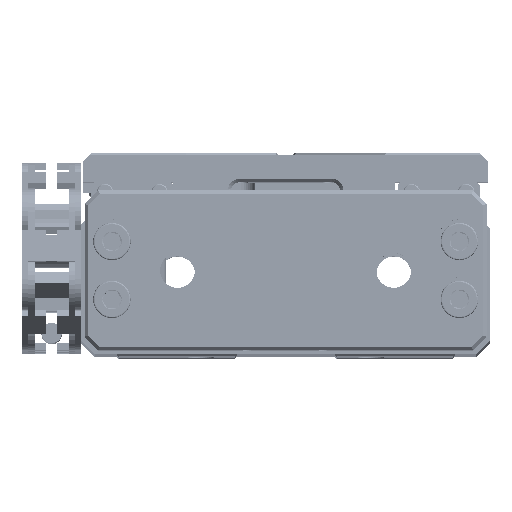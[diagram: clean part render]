
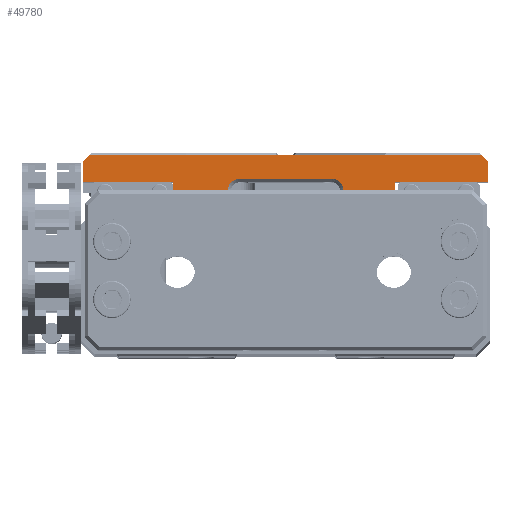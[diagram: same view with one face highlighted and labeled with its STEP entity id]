
A CAD part, top view. The second image highlights one B-rep face of the part: STEP entity #49780.
In plain terms, the highlighted planar face has unit normal (0, 0, 1).
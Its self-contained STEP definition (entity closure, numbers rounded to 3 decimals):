
#623 = ORIENTED_EDGE ( 'NONE', *, *, #6444, .T. ) ;
#746 = CARTESIAN_POINT ( 'NONE',  ( 13.25, 1., 65. ) ) ;
#982 = EDGE_CURVE ( 'NONE', #18037, #42219, #12639, .T. ) ;
#1750 = EDGE_CURVE ( 'NONE', #2370, #37808, #15527, .T. ) ;
#1886 = CARTESIAN_POINT ( 'NONE',  ( 45.75, 6., 65. ) ) ;
#2069 = ORIENTED_EDGE ( 'NONE', *, *, #38800, .F. ) ;
#2292 = VERTEX_POINT ( 'NONE', #6573 ) ;
#2370 = VERTEX_POINT ( 'NONE', #29489 ) ;
#2622 = LINE ( 'NONE', #19085, #37053 ) ;
#2769 = DIRECTION ( 'NONE',  ( 1., 0., 0. ) ) ;
#3549 = CARTESIAN_POINT ( 'NONE',  ( 59.5, 9., 65. ) ) ;
#3886 = DIRECTION ( 'NONE',  ( -1., 0., 0. ) ) ;
#4336 = CARTESIAN_POINT ( 'NONE',  ( 36.5, 3., 65. ) ) ;
#4353 = VERTEX_POINT ( 'NONE', #10705 ) ;
#4490 = ORIENTED_EDGE ( 'NONE', *, *, #43061, .F. ) ;
#4573 = VECTOR ( 'NONE', #39518, 1000. ) ;
#4865 = AXIS2_PLACEMENT_3D ( 'NONE', #39166, #31555, #6143 ) ;
#5384 = ORIENTED_EDGE ( 'NONE', *, *, #982, .F. ) ;
#6143 = DIRECTION ( 'NONE',  ( -1., 0., 0. ) ) ;
#6444 = EDGE_CURVE ( 'NONE', #34199, #23660, #33590, .T. ) ;
#6573 = CARTESIAN_POINT ( 'NONE',  ( 0., 9., 65. ) ) ;
#6908 = VECTOR ( 'NONE', #21868, 1000. ) ;
#7338 = ORIENTED_EDGE ( 'NONE', *, *, #28848, .T. ) ;
#8280 = DIRECTION ( 'NONE',  ( -1., 0., 0. ) ) ;
#8428 = EDGE_CURVE ( 'NONE', #53208, #4353, #42649, .T. ) ;
#8752 = CARTESIAN_POINT ( 'NONE',  ( 19.95, 0.5, 65. ) ) ;
#9605 = CARTESIAN_POINT ( 'NONE',  ( 0., 6., 65. ) ) ;
#9660 = CARTESIAN_POINT ( 'NONE',  ( 58.5, 10., 65. ) ) ;
#10653 = ORIENTED_EDGE ( 'NONE', *, *, #17474, .T. ) ;
#10705 = CARTESIAN_POINT ( 'NONE',  ( 23., 3., 65. ) ) ;
#10950 = DIRECTION ( 'NONE',  ( -0.707, 0.707, 0. ) ) ;
#11380 = CIRCLE ( 'NONE', #15715, 1.75 ) ;
#11456 = VERTEX_POINT ( 'NONE', #44729 ) ;
#12089 = LINE ( 'NONE', #41322, #46683 ) ;
#12639 = LINE ( 'NONE', #21825, #18359 ) ;
#13060 = CARTESIAN_POINT ( 'NONE',  ( 19.95, 1., 65. ) ) ;
#14013 = CARTESIAN_POINT ( 'NONE',  ( 13.25, 0., 65. ) ) ;
#14137 = DIRECTION ( 'NONE',  ( -0.707, -0.707, 0. ) ) ;
#15527 = LINE ( 'NONE', #27673, #25062 ) ;
#15701 = CARTESIAN_POINT ( 'NONE',  ( 38.25, 4.75, 65. ) ) ;
#15715 = AXIS2_PLACEMENT_3D ( 'NONE', #28435, #44972, #3886 ) ;
#15876 = CARTESIAN_POINT ( 'NONE',  ( 36.5, 4.75, 65. ) ) ;
#16795 = VERTEX_POINT ( 'NONE', #36701 ) ;
#17474 = EDGE_CURVE ( 'NONE', #16795, #2292, #50933, .T. ) ;
#18037 = VERTEX_POINT ( 'NONE', #3549 ) ;
#18359 = VECTOR ( 'NONE', #26122, 1000. ) ;
#18365 = EDGE_CURVE ( 'NONE', #18037, #39277, #25622, .T. ) ;
#18941 = CARTESIAN_POINT ( 'NONE',  ( 45.75, 6., 65. ) ) ;
#19085 = CARTESIAN_POINT ( 'NONE',  ( 0., 10., 65. ) ) ;
#19893 = EDGE_LOOP ( 'NONE', ( #7338, #43673, #37549, #35040, #38657 ) ) ;
#20171 = VERTEX_POINT ( 'NONE', #27706 ) ;
#20501 = CIRCLE ( 'NONE', #27377, 1.75 ) ;
#20921 = VECTOR ( 'NONE', #38233, 1000. ) ;
#21595 = CARTESIAN_POINT ( 'NONE',  ( 59.5, 6., 65. ) ) ;
#21605 = LINE ( 'NONE', #1886, #6908 ) ;
#21825 = CARTESIAN_POINT ( 'NONE',  ( 59.5, 10., 65. ) ) ;
#21868 = DIRECTION ( 'NONE',  ( -1., 0., 0. ) ) ;
#22137 = LINE ( 'NONE', #14013, #35844 ) ;
#22510 = VECTOR ( 'NONE', #10950, 1000. ) ;
#23050 = VERTEX_POINT ( 'NONE', #31007 ) ;
#23138 = CARTESIAN_POINT ( 'NONE',  ( 58.5, 10., 65. ) ) ;
#23443 = EDGE_CURVE ( 'NONE', #39644, #11456, #26878, .T. ) ;
#23660 = VERTEX_POINT ( 'NONE', #13060 ) ;
#24583 = VERTEX_POINT ( 'NONE', #15701 ) ;
#25062 = VECTOR ( 'NONE', #36094, 1000. ) ;
#25622 = LINE ( 'NONE', #23138, #22510 ) ;
#25844 = DIRECTION ( 'NONE',  ( -1., 0., 0. ) ) ;
#25995 = EDGE_CURVE ( 'NONE', #4353, #23050, #11380, .T. ) ;
#26122 = DIRECTION ( 'NONE',  ( 0., -1., 0. ) ) ;
#26443 = ORIENTED_EDGE ( 'NONE', *, *, #34577, .T. ) ;
#26878 = LINE ( 'NONE', #9605, #38081 ) ;
#27377 = AXIS2_PLACEMENT_3D ( 'NONE', #15876, #45595, #8280 ) ;
#27673 = CARTESIAN_POINT ( 'NONE',  ( 45.75, 0.5, 65. ) ) ;
#27706 = CARTESIAN_POINT ( 'NONE',  ( 36.5, 6.5, 65. ) ) ;
#28435 = CARTESIAN_POINT ( 'NONE',  ( 23., 4.75, 65. ) ) ;
#28848 = EDGE_CURVE ( 'NONE', #20171, #24583, #52350, .T. ) ;
#28948 = DIRECTION ( 'NONE',  ( 1., 0., 0. ) ) ;
#29087 = DIRECTION ( 'NONE',  ( 0., 1., 0. ) ) ;
#29489 = CARTESIAN_POINT ( 'NONE',  ( 45.75, 0.5, 65. ) ) ;
#30041 = EDGE_CURVE ( 'NONE', #24583, #53208, #20501, .T. ) ;
#30956 = FACE_OUTER_BOUND ( 'NONE', #52223, .T. ) ;
#31007 = CARTESIAN_POINT ( 'NONE',  ( 23., 6.5, 65. ) ) ;
#31097 = LINE ( 'NONE', #43299, #4573 ) ;
#31555 = DIRECTION ( 'NONE',  ( 0., 0., -1. ) ) ;
#32559 = ORIENTED_EDGE ( 'NONE', *, *, #52225, .F. ) ;
#33059 = DIRECTION ( 'NONE',  ( 0., 0., -1. ) ) ;
#33590 = LINE ( 'NONE', #49558, #44509 ) ;
#33695 = ORIENTED_EDGE ( 'NONE', *, *, #18365, .T. ) ;
#33767 = ORIENTED_EDGE ( 'NONE', *, *, #46548, .F. ) ;
#34199 = VERTEX_POINT ( 'NONE', #746 ) ;
#34533 = CARTESIAN_POINT ( 'NONE',  ( 0., 3., 65. ) ) ;
#34577 = EDGE_CURVE ( 'NONE', #2292, #11456, #50648, .T. ) ;
#35040 = ORIENTED_EDGE ( 'NONE', *, *, #25995, .T. ) ;
#35596 = DIRECTION ( 'NONE',  ( 1., 0., 0. ) ) ;
#35844 = VECTOR ( 'NONE', #51078, 1000. ) ;
#36094 = DIRECTION ( 'NONE',  ( -1., 0., 0. ) ) ;
#36273 = VECTOR ( 'NONE', #14137, 1000. ) ;
#36701 = CARTESIAN_POINT ( 'NONE',  ( 1., 10., 65. ) ) ;
#37053 = VECTOR ( 'NONE', #35596, 1000. ) ;
#37549 = ORIENTED_EDGE ( 'NONE', *, *, #8428, .T. ) ;
#37808 = VERTEX_POINT ( 'NONE', #8752 ) ;
#37853 = VERTEX_POINT ( 'NONE', #18941 ) ;
#38081 = VECTOR ( 'NONE', #42876, 1000. ) ;
#38233 = DIRECTION ( 'NONE',  ( 0., -1., 0. ) ) ;
#38516 = VECTOR ( 'NONE', #25844, 1000. ) ;
#38657 = ORIENTED_EDGE ( 'NONE', *, *, #46333, .T. ) ;
#38800 = EDGE_CURVE ( 'NONE', #16795, #39277, #2622, .T. ) ;
#39166 = CARTESIAN_POINT ( 'NONE',  ( 36.5, 4.75, 65. ) ) ;
#39277 = VERTEX_POINT ( 'NONE', #9660 ) ;
#39518 = DIRECTION ( 'NONE',  ( 0., -1., 0. ) ) ;
#39644 = VERTEX_POINT ( 'NONE', #50441 ) ;
#39759 = ORIENTED_EDGE ( 'NONE', *, *, #1750, .F. ) ;
#40130 = VECTOR ( 'NONE', #2769, 1000. ) ;
#40435 = ORIENTED_EDGE ( 'NONE', *, *, #23443, .F. ) ;
#41322 = CARTESIAN_POINT ( 'NONE',  ( 19.95, 0.5, 65. ) ) ;
#41708 = CARTESIAN_POINT ( 'NONE',  ( 0., 10., 65. ) ) ;
#42219 = VERTEX_POINT ( 'NONE', #21595 ) ;
#42649 = LINE ( 'NONE', #34533, #38516 ) ;
#42876 = DIRECTION ( 'NONE',  ( -1., 0., 0. ) ) ;
#43061 = EDGE_CURVE ( 'NONE', #37853, #2370, #31097, .T. ) ;
#43082 = CARTESIAN_POINT ( 'NONE',  ( 0., 10., 65. ) ) ;
#43299 = CARTESIAN_POINT ( 'NONE',  ( 45.75, 0., 65. ) ) ;
#43673 = ORIENTED_EDGE ( 'NONE', *, *, #30041, .T. ) ;
#44509 = VECTOR ( 'NONE', #28948, 1000. ) ;
#44642 = CARTESIAN_POINT ( 'NONE',  ( 0., 6.5, 65. ) ) ;
#44729 = CARTESIAN_POINT ( 'NONE',  ( 0., 6., 65. ) ) ;
#44897 = LINE ( 'NONE', #44642, #40130 ) ;
#44972 = DIRECTION ( 'NONE',  ( 0., 0., -1. ) ) ;
#45595 = DIRECTION ( 'NONE',  ( 0., 0., -1. ) ) ;
#45739 = PLANE ( 'NONE',  #50868 ) ;
#46333 = EDGE_CURVE ( 'NONE', #23050, #20171, #44897, .T. ) ;
#46488 = ORIENTED_EDGE ( 'NONE', *, *, #52468, .F. ) ;
#46548 = EDGE_CURVE ( 'NONE', #34199, #39644, #22137, .T. ) ;
#46683 = VECTOR ( 'NONE', #29087, 1000. ) ;
#46880 = CARTESIAN_POINT ( 'NONE',  ( 1., 10., 65. ) ) ;
#49279 = DIRECTION ( 'NONE',  ( -1., 0., 0. ) ) ;
#49558 = CARTESIAN_POINT ( 'NONE',  ( 0., 1., 65. ) ) ;
#49780 = ADVANCED_FACE ( 'NONE', ( #51531, #30956 ), #45739, .F. ) ;
#50441 = CARTESIAN_POINT ( 'NONE',  ( 13.25, 6., 65. ) ) ;
#50648 = LINE ( 'NONE', #43082, #20921 ) ;
#50868 = AXIS2_PLACEMENT_3D ( 'NONE', #41708, #33059, #49279 ) ;
#50933 = LINE ( 'NONE', #46880, #36273 ) ;
#51078 = DIRECTION ( 'NONE',  ( 0., 1., 0. ) ) ;
#51531 = FACE_BOUND ( 'NONE', #19893, .T. ) ;
#52223 = EDGE_LOOP ( 'NONE', ( #33767, #623, #46488, #39759, #4490, #32559, #5384, #33695, #2069, #10653, #26443, #40435 ) ) ;
#52225 = EDGE_CURVE ( 'NONE', #42219, #37853, #21605, .T. ) ;
#52350 = CIRCLE ( 'NONE', #4865, 1.75 ) ;
#52468 = EDGE_CURVE ( 'NONE', #37808, #23660, #12089, .T. ) ;
#53208 = VERTEX_POINT ( 'NONE', #4336 ) ;
